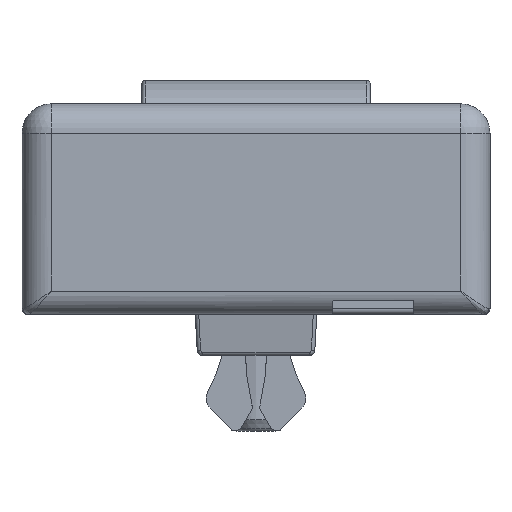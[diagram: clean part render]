
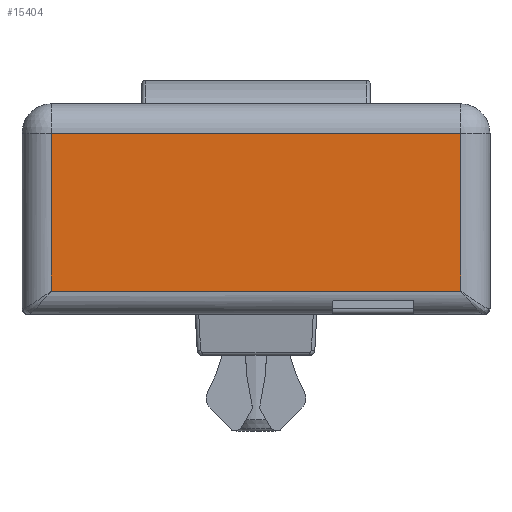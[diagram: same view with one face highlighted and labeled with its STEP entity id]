
A CAD part, left-side view. The second image highlights one B-rep face of the part: STEP entity #15404.
In plain terms, the highlighted planar face has unit normal (-1, 0, 0).
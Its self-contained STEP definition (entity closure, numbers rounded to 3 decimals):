
#598=PLANE('',#16555);
#1216=FACE_OUTER_BOUND('',#2060,.T.);
#2060=EDGE_LOOP('',(#12491,#12492,#12493,#12494));
#3398=LINE('',#26489,#4816);
#3399=LINE('',#26491,#4817);
#3400=LINE('',#26493,#4818);
#3401=LINE('',#26494,#4819);
#4816=VECTOR('',#19793,35.);
#4817=VECTOR('',#19794,13.5);
#4818=VECTOR('',#19795,35.);
#4819=VECTOR('',#19796,13.5);
#6936=VERTEX_POINT('',#26487);
#6937=VERTEX_POINT('',#26488);
#6938=VERTEX_POINT('',#26490);
#6939=VERTEX_POINT('',#26492);
#8919=EDGE_CURVE('',#6936,#6937,#3398,.T.);
#8920=EDGE_CURVE('',#6936,#6938,#3399,.T.);
#8921=EDGE_CURVE('',#6938,#6939,#3400,.T.);
#8922=EDGE_CURVE('',#6939,#6937,#3401,.T.);
#12491=ORIENTED_EDGE('',*,*,#8919,.F.);
#12492=ORIENTED_EDGE('',*,*,#8920,.T.);
#12493=ORIENTED_EDGE('',*,*,#8921,.T.);
#12494=ORIENTED_EDGE('',*,*,#8922,.T.);
#15404=ADVANCED_FACE('',(#1216),#598,.F.);
#16555=AXIS2_PLACEMENT_3D('',#26486,#19791,#19792);
#19791=DIRECTION('center_axis',(1.,0.,0.));
#19792=DIRECTION('ref_axis',(0.,0.,-1.));
#19793=DIRECTION('',(0.,1.,0.));
#19794=DIRECTION('',(0.,0.,1.));
#19795=DIRECTION('',(0.,1.,0.));
#19796=DIRECTION('',(0.,0.,-1.));
#26486=CARTESIAN_POINT('Origin',(-40.,20.,16.));
#26487=CARTESIAN_POINT('',(-40.,-17.5,0.));
#26488=CARTESIAN_POINT('',(-40.,17.5,0.));
#26489=CARTESIAN_POINT('',(-40.,-17.5,0.));
#26490=CARTESIAN_POINT('',(-40.,-17.5,13.5));
#26491=CARTESIAN_POINT('',(-40.,-17.5,0.));
#26492=CARTESIAN_POINT('',(-40.,17.5,13.5));
#26493=CARTESIAN_POINT('',(-40.,-17.5,13.5));
#26494=CARTESIAN_POINT('',(-40.,17.5,13.5));
